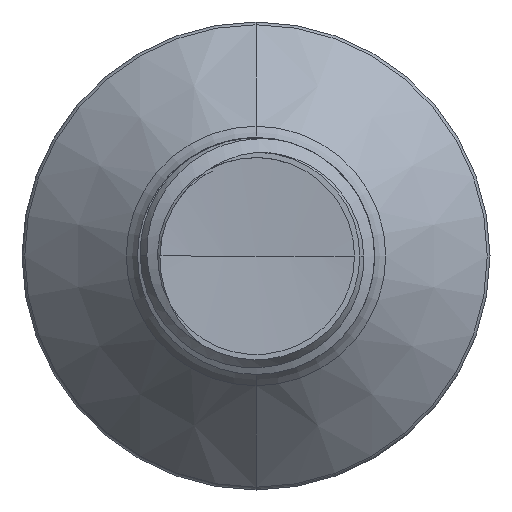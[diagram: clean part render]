
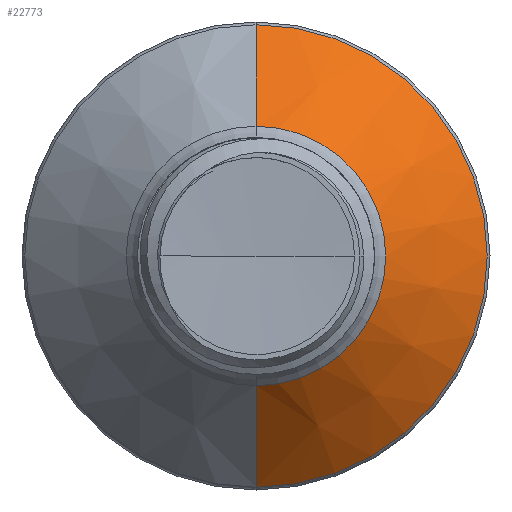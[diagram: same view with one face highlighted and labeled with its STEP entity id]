
A CAD part, front view. The second image highlights one B-rep face of the part: STEP entity #22773.
In plain terms, the highlighted conical face has half-angle 45 degrees and reference radius 4.381 mm.
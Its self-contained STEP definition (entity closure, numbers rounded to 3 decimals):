
#896 = ORIENTED_EDGE ( 'NONE', *, *, #25954, .F. ) ;
#1981 = DIRECTION ( 'NONE',  ( 0., 0., 1. ) ) ;
#3089 = DIRECTION ( 'NONE',  ( 0., 0., 1. ) ) ;
#3382 = CIRCLE ( 'NONE', #26383, 7.807 ) ;
#4505 = CARTESIAN_POINT ( 'NONE',  ( 0., 18.058, -4.381 ) ) ;
#4687 = VECTOR ( 'NONE', #30721, 1000. ) ;
#5016 = VERTEX_POINT ( 'NONE', #16889 ) ;
#5453 = ORIENTED_EDGE ( 'NONE', *, *, #24503, .F. ) ;
#6753 = EDGE_LOOP ( 'NONE', ( #16094, #24684, #896, #5453 ) ) ;
#6779 = FACE_OUTER_BOUND ( 'NONE', #6753, .T. ) ;
#8463 = AXIS2_PLACEMENT_3D ( 'NONE', #18660, #25235, #3089 ) ;
#9771 = CARTESIAN_POINT ( 'NONE',  ( 0., 18.058, 0. ) ) ;
#12139 = CARTESIAN_POINT ( 'NONE',  ( 0., 18.058, 4.381 ) ) ;
#12387 = DIRECTION ( 'NONE',  ( 0., 0., 1. ) ) ;
#12886 = CONICAL_SURFACE ( 'NONE', #8463, 4.381, 0.785 ) ;
#13950 = VERTEX_POINT ( 'NONE', #16767 ) ;
#14761 = CARTESIAN_POINT ( 'NONE',  ( 0., 21.485, -7.807 ) ) ;
#16094 = ORIENTED_EDGE ( 'NONE', *, *, #25946, .T. ) ;
#16537 = VERTEX_POINT ( 'NONE', #27821 ) ;
#16545 = VECTOR ( 'NONE', #28808, 1000. ) ;
#16767 = CARTESIAN_POINT ( 'NONE',  ( 0., 21.485, 7.807 ) ) ;
#16889 = CARTESIAN_POINT ( 'NONE',  ( 0., 18.058, -4.381 ) ) ;
#17274 = LINE ( 'NONE', #4505, #16545 ) ;
#17541 = DIRECTION ( 'NONE',  ( 0., 1., 0. ) ) ;
#18453 = LINE ( 'NONE', #12139, #4687 ) ;
#18660 = CARTESIAN_POINT ( 'NONE',  ( 0., 18.058, 0. ) ) ;
#22773 = ADVANCED_FACE ( 'NONE', ( #6779 ), #12886, .T. ) ;
#24503 = EDGE_CURVE ( 'NONE', #16537, #13950, #18453, .T. ) ;
#24522 = VERTEX_POINT ( 'NONE', #14761 ) ;
#24684 = ORIENTED_EDGE ( 'NONE', *, *, #25995, .T. ) ;
#24906 = AXIS2_PLACEMENT_3D ( 'NONE', #9771, #26738, #12387 ) ;
#25235 = DIRECTION ( 'NONE',  ( 0., 1., 0. ) ) ;
#25946 = EDGE_CURVE ( 'NONE', #16537, #5016, #29294, .T. ) ;
#25954 = EDGE_CURVE ( 'NONE', #13950, #24522, #3382, .T. ) ;
#25995 = EDGE_CURVE ( 'NONE', #5016, #24522, #17274, .T. ) ;
#26383 = AXIS2_PLACEMENT_3D ( 'NONE', #30922, #17541, #1981 ) ;
#26738 = DIRECTION ( 'NONE',  ( 0., 1., 0. ) ) ;
#27821 = CARTESIAN_POINT ( 'NONE',  ( 0., 18.058, 4.381 ) ) ;
#28808 = DIRECTION ( 'NONE',  ( 0., 0.707, -0.707 ) ) ;
#29294 = CIRCLE ( 'NONE', #24906, 4.381 ) ;
#30721 = DIRECTION ( 'NONE',  ( 0., 0.707, 0.707 ) ) ;
#30922 = CARTESIAN_POINT ( 'NONE',  ( 0., 21.485, 0. ) ) ;
